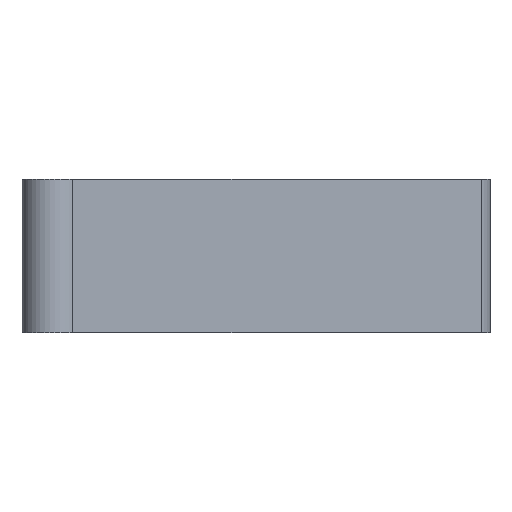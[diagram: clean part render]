
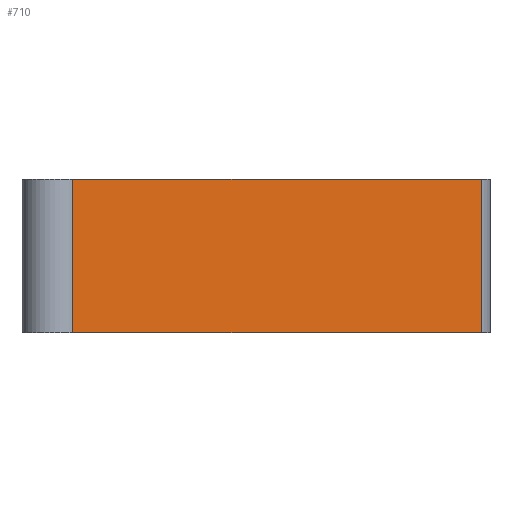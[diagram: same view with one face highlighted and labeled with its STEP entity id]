
A CAD part, left-side view. The second image highlights one B-rep face of the part: STEP entity #710.
In plain terms, the highlighted planar face has unit normal (-0.705, -0.71, 0).
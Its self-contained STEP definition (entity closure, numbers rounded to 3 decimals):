
#536=CARTESIAN_POINT('Vertex',(-227.153,58.685,-37.5)) ;
#539=CARTESIAN_POINT('Line Origine',(-227.153,58.685,-29.75)) ;
#543=CARTESIAN_POINT('Vertex',(-227.153,58.685,-22.)) ;
#680=CARTESIAN_POINT('Axis2P3D Location',(-184.708,16.53,-22.)) ;
#685=CARTESIAN_POINT('Line Origine',(-206.369,38.043,-22.)) ;
#689=CARTESIAN_POINT('Vertex',(-185.585,17.401,-22.)) ;
#692=CARTESIAN_POINT('Line Origine',(-206.369,38.043,-37.5)) ;
#696=CARTESIAN_POINT('Vertex',(-185.585,17.401,-37.5)) ;
#699=CARTESIAN_POINT('Line Origine',(-185.585,17.401,-29.75)) ;
#540=DIRECTION('Vector Direction',(0.,0.,-1.)) ;
#681=DIRECTION('Axis2P3D Direction',(-0.705,-0.71,-0.)) ;
#682=DIRECTION('Axis2P3D XDirection',(-0.71,0.705,0.)) ;
#686=DIRECTION('Vector Direction',(-0.71,0.705,0.)) ;
#693=DIRECTION('Vector Direction',(-0.71,0.705,0.)) ;
#700=DIRECTION('Vector Direction',(0.,0.,-1.)) ;
#683=AXIS2_PLACEMENT_3D('Plane Axis2P3D',#680,#681,#682) ;
#705=ORIENTED_EDGE('',*,*,#691,.T.) ;
#706=ORIENTED_EDGE('',*,*,#545,.T.) ;
#707=ORIENTED_EDGE('',*,*,#698,.F.) ;
#708=ORIENTED_EDGE('',*,*,#703,.F.) ;
#541=VECTOR('Line Direction',#540,1.) ;
#687=VECTOR('Line Direction',#686,1.) ;
#694=VECTOR('Line Direction',#693,1.) ;
#701=VECTOR('Line Direction',#700,1.) ;
#710=ADVANCED_FACE('Corps de pi\X2\00E8\X0\ce.etiquette_angle',(#709),#684,.T.) ;
#545=EDGE_CURVE('',#544,#537,#542,.T.) ;
#691=EDGE_CURVE('',#690,#544,#688,.T.) ;
#698=EDGE_CURVE('',#697,#537,#695,.T.) ;
#703=EDGE_CURVE('',#690,#697,#702,.T.) ;
#704=EDGE_LOOP('',(#705,#706,#707,#708)) ;
#709=FACE_OUTER_BOUND('',#704,.T.) ;
#542=LINE('Line',#539,#541) ;
#688=LINE('Line',#685,#687) ;
#695=LINE('Line',#692,#694) ;
#702=LINE('Line',#699,#701) ;
#684=PLANE('',#683) ;
#537=VERTEX_POINT('',#536) ;
#544=VERTEX_POINT('',#543) ;
#690=VERTEX_POINT('',#689) ;
#697=VERTEX_POINT('',#696) ;
